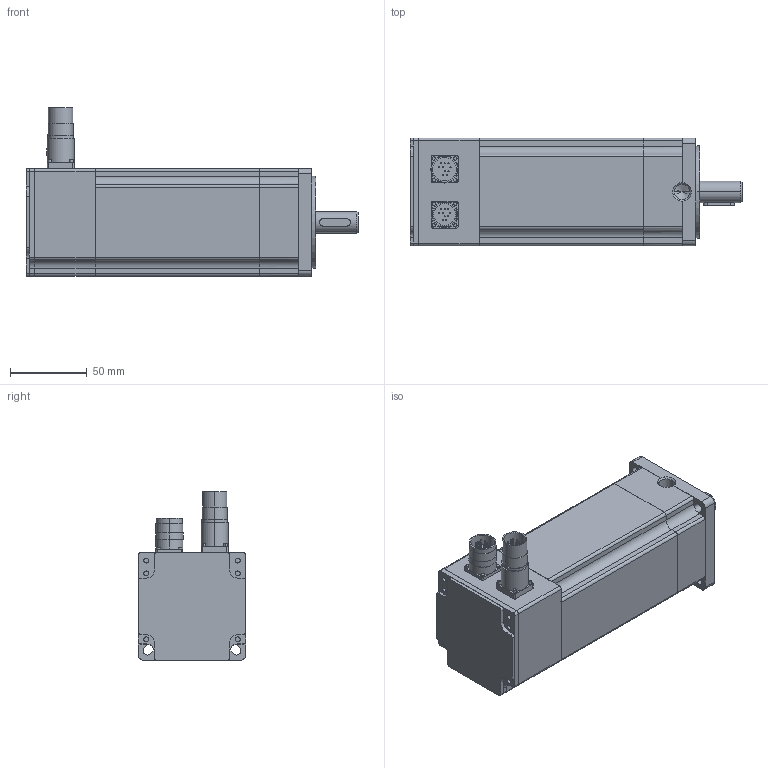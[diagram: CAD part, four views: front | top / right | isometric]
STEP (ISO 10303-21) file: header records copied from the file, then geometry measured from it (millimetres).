
FILE_DESCRIPTION(('starvars output'),'2;1');
FILE_NAME('BMH0703P07A2A_3D.stp','12:59:04 2020/04/01',( 'Thomas Industrial Network Germany GmbH'),( 'Thomas Industrial Network Germany GmbH'),'unknown preprocess','ACIS' ,'unknown authorization');
FILE_SCHEMA(('CONFIG_CONTROL_DESIGN {UNKNOWN IMPLEMENTATION LEVEL}'));
Length unit declared in the file: millimetre
Products named in the file (1): PRODUCT_ID_2
Bounding box: 216 x 70.05 x 109.53 mm (x, y, z)
Volume: 855907.5 mm3; surface area: 69286.4 mm2
Topology: 1 solids, 1 shells, 361 faces, 869 edges, 559 vertices
Faces by surface type: cylinder 184, plane 161, cone 16
Entity records: 9551 total; most frequent: ORIENTED_EDGE 1730, CARTESIAN_POINT 1582, DIRECTION 1541, EDGE_CURVE 865, VERTEX_POINT 559, AXIS2_PLACEMENT_3D 554, VECTOR 433, LINE 433
